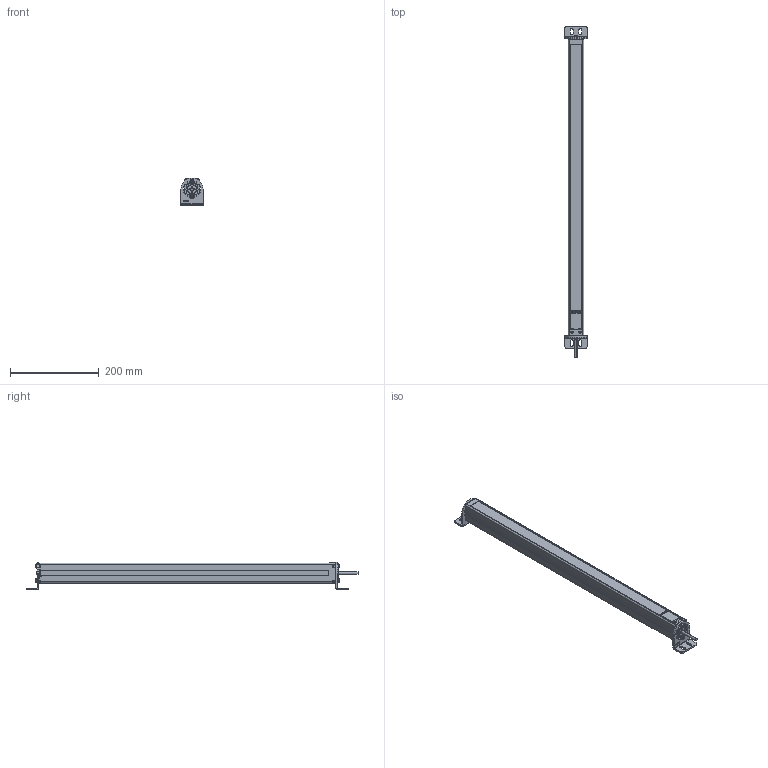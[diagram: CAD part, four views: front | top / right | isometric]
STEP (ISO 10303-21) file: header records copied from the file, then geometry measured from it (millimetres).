
FILE_DESCRIPTION((''),'2;1');
FILE_NAME('139552_SM01_ASM','2023-04-12T08:49:37',('banengservice'),('BANNER ENGINEERING'),'CREO PARAMETRIC BY PTC INC, 2022414','CREO PARAMETRIC BY PTC INC, 2022414','');
FILE_SCHEMA(('CONFIG_CONTROL_DESIGN'));
Length unit declared in the file: millimetre
Products named in the file (4): 139552_EP01; 111087; 58892; 139552_SM01_ASM
Assembly tree (7 placements, depth 2):
  139552_SM01_ASM
    139552_EP01
    111087  x2
    58892  x4
Bounding box: 50 x 750 x 63 mm (x, y, z)
Volume: 1001386.3 mm3; surface area: 154497.4 mm2
Topology: 7 solids, 7 shells, 1649 faces, 4427 edges, 2864 vertices
Faces by surface type: plane 894, cylinder 602, bspline 56, torus 50, sphere 24, cone 15, extrusion 8
Entity records: 43139 total; most frequent: CARTESIAN_POINT 12132, ORIENTED_EDGE 6534, DIRECTION 6428, EDGE_CURVE 3267, AXIS2_PLACEMENT_3D 2213, VERTEX_POINT 2106, VECTOR 2002, LINE 1994
